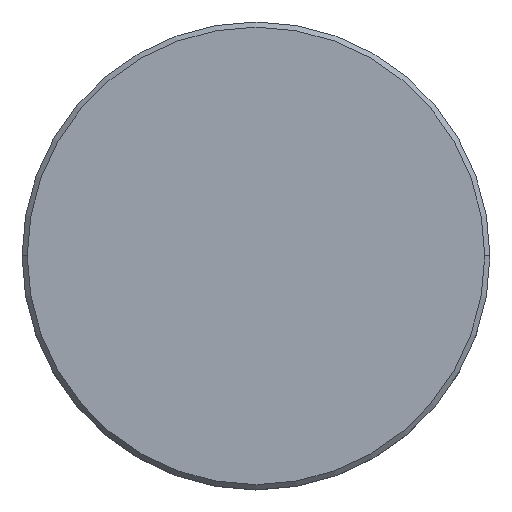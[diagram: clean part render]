
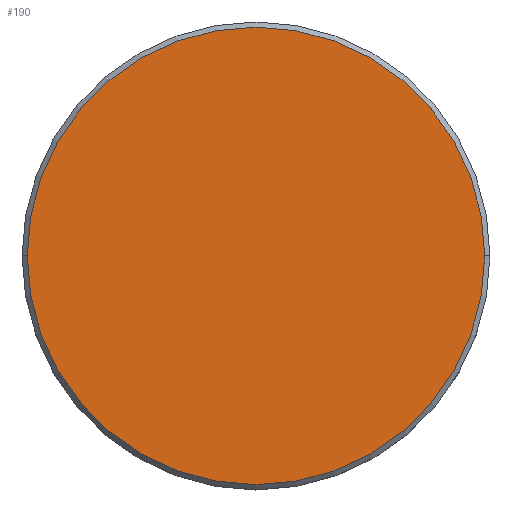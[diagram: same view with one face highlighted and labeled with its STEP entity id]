
A CAD part, top view. The second image highlights one B-rep face of the part: STEP entity #190.
In plain terms, the highlighted planar face has unit normal (0, 0, 1).
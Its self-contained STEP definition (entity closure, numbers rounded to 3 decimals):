
#28 = CARTESIAN_POINT ( 'NONE',  ( 0., 0., 0. ) ) ;
#35 = CARTESIAN_POINT ( 'NONE',  ( 0., 0., 0. ) ) ;
#112 = CIRCLE ( 'NONE', #593, 22. ) ;
#129 = FACE_OUTER_BOUND ( 'NONE', #146, .T. ) ;
#131 = AXIS2_PLACEMENT_3D ( 'NONE', #28, #395, #529 ) ;
#146 = EDGE_LOOP ( 'NONE', ( #169, #317 ) ) ;
#169 = ORIENTED_EDGE ( 'NONE', *, *, #328, .T. ) ;
#172 = CARTESIAN_POINT ( 'NONE',  ( 0., 0., 0. ) ) ;
#190 = ADVANCED_FACE ( 'NONE', ( #129 ), #493, .T. ) ;
#221 = DIRECTION ( 'NONE',  ( 1., 0., 0. ) ) ;
#235 = VERTEX_POINT ( 'NONE', #274 ) ;
#274 = CARTESIAN_POINT ( 'NONE',  ( -22., 0., 0. ) ) ;
#317 = ORIENTED_EDGE ( 'NONE', *, *, #361, .T. ) ;
#328 = EDGE_CURVE ( 'NONE', #235, #452, #349, .T. ) ;
#349 = CIRCLE ( 'NONE', #368, 22. ) ;
#361 = EDGE_CURVE ( 'NONE', #452, #235, #112, .T. ) ;
#368 = AXIS2_PLACEMENT_3D ( 'NONE', #35, #555, #221 ) ;
#395 = DIRECTION ( 'NONE',  ( 0., 0., 1. ) ) ;
#452 = VERTEX_POINT ( 'NONE', #571 ) ;
#493 = PLANE ( 'NONE',  #131 ) ;
#496 = DIRECTION ( 'NONE',  ( 1., 0., 0. ) ) ;
#529 = DIRECTION ( 'NONE',  ( 1., 0., 0. ) ) ;
#543 = DIRECTION ( 'NONE',  ( 0., 0., 1. ) ) ;
#555 = DIRECTION ( 'NONE',  ( 0., 0., 1. ) ) ;
#571 = CARTESIAN_POINT ( 'NONE',  ( 22., 0., 0. ) ) ;
#593 = AXIS2_PLACEMENT_3D ( 'NONE', #172, #543, #496 ) ;
